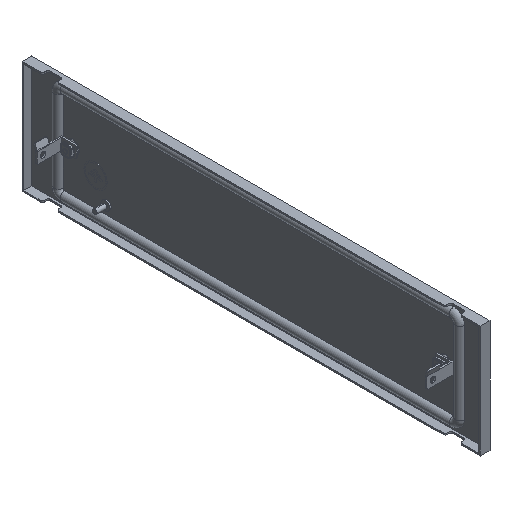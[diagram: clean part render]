
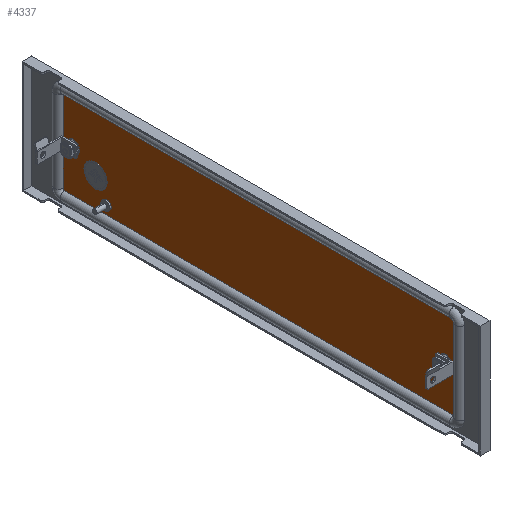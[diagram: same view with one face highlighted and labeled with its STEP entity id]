
A CAD part, isometric view. The second image highlights one B-rep face of the part: STEP entity #4337.
In plain terms, the highlighted planar face has unit normal (-1, 0, 0).
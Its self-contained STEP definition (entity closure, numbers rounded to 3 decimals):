
#43 = FACE_BOUND ( 'NONE', #9510, .T. ) ;
#162 = CARTESIAN_POINT ( 'NONE',  ( -2., 252.5, -53. ) ) ;
#168 = VECTOR ( 'NONE', #6365, 1000. ) ;
#171 = EDGE_CURVE ( 'NONE', #2026, #4631, #710, .T. ) ;
#325 = DIRECTION ( 'NONE',  ( 0., 0., -1. ) ) ;
#327 = ORIENTED_EDGE ( 'NONE', *, *, #10991, .F. ) ;
#505 = ORIENTED_EDGE ( 'NONE', *, *, #2676, .F. ) ;
#528 = VECTOR ( 'NONE', #8076, 1000. ) ;
#539 = CARTESIAN_POINT ( 'NONE',  ( -2., 241.5, 0. ) ) ;
#561 = VERTEX_POINT ( 'NONE', #1006 ) ;
#577 = VERTEX_POINT ( 'NONE', #7588 ) ;
#710 = CIRCLE ( 'NONE', #5252, 2.65 ) ;
#713 = FACE_OUTER_BOUND ( 'NONE', #7979, .T. ) ;
#746 = CIRCLE ( 'NONE', #7371, 8.243 ) ;
#932 = CARTESIAN_POINT ( 'NONE',  ( -2., 197.5, -40.35 ) ) ;
#960 = AXIS2_PLACEMENT_3D ( 'NONE', #6162, #8117, #2656 ) ;
#1006 = CARTESIAN_POINT ( 'NONE',  ( -2., 252.5, -55. ) ) ;
#1139 = ORIENTED_EDGE ( 'NONE', *, *, #3147, .F. ) ;
#1224 = VERTEX_POINT ( 'NONE', #11202 ) ;
#1284 = EDGE_CURVE ( 'NONE', #11250, #8851, #4626, .T. ) ;
#1314 = CARTESIAN_POINT ( 'NONE',  ( -2., -241.5, 0. ) ) ;
#1530 = CIRCLE ( 'NONE', #6644, 2. ) ;
#1572 = LINE ( 'NONE', #4235, #6507 ) ;
#1642 = CARTESIAN_POINT ( 'NONE',  ( -2., 212.5, -18. ) ) ;
#1805 = EDGE_CURVE ( 'NONE', #11250, #9498, #1572, .T. ) ;
#1944 = DIRECTION ( 'NONE',  ( 1., 0., 0. ) ) ;
#2026 = VERTEX_POINT ( 'NONE', #932 ) ;
#2252 = ORIENTED_EDGE ( 'NONE', *, *, #2389, .T. ) ;
#2292 = CARTESIAN_POINT ( 'NONE',  ( -2., -252.5, 55. ) ) ;
#2389 = EDGE_CURVE ( 'NONE', #8851, #4739, #5847, .T. ) ;
#2432 = DIRECTION ( 'NONE',  ( -1., 0., 0. ) ) ;
#2470 = CARTESIAN_POINT ( 'NONE',  ( -2., 197.5, -45.65 ) ) ;
#2482 = FACE_BOUND ( 'NONE', #5795, .T. ) ;
#2611 = CARTESIAN_POINT ( 'NONE',  ( -2., -241.5, 8.243 ) ) ;
#2656 = DIRECTION ( 'NONE',  ( 0., -1., 0. ) ) ;
#2676 = EDGE_CURVE ( 'NONE', #11607, #6243, #7144, .T. ) ;
#2702 = DIRECTION ( 'NONE',  ( -1., 0., 0. ) ) ;
#2744 = CARTESIAN_POINT ( 'NONE',  ( -2., 254.5, -53. ) ) ;
#2788 = CARTESIAN_POINT ( 'NONE',  ( -2., -254.5, -53. ) ) ;
#2841 = CARTESIAN_POINT ( 'NONE',  ( -2., 197.5, -43. ) ) ;
#2884 = CIRCLE ( 'NONE', #6482, 2.65 ) ;
#2898 = ORIENTED_EDGE ( 'NONE', *, *, #3337, .F. ) ;
#2981 = AXIS2_PLACEMENT_3D ( 'NONE', #3267, #11344, #9506 ) ;
#3109 = ORIENTED_EDGE ( 'NONE', *, *, #5904, .F. ) ;
#3147 = EDGE_CURVE ( 'NONE', #577, #3555, #746, .T. ) ;
#3267 = CARTESIAN_POINT ( 'NONE',  ( -2., -241.5, 0. ) ) ;
#3279 = CARTESIAN_POINT ( 'NONE',  ( -2., 197.5, -18. ) ) ;
#3306 = CARTESIAN_POINT ( 'NONE',  ( -2., -252.5, 53. ) ) ;
#3337 = EDGE_CURVE ( 'NONE', #561, #11607, #9759, .T. ) ;
#3408 = CARTESIAN_POINT ( 'NONE',  ( -2., 241.5, -8.243 ) ) ;
#3434 = DIRECTION ( 'NONE',  ( -1., 0., 0. ) ) ;
#3545 = CIRCLE ( 'NONE', #10186, 15. ) ;
#3555 = VERTEX_POINT ( 'NONE', #3408 ) ;
#3713 = CARTESIAN_POINT ( 'NONE',  ( -2., 0., 0. ) ) ;
#4090 = EDGE_CURVE ( 'NONE', #3555, #577, #7218, .T. ) ;
#4235 = CARTESIAN_POINT ( 'NONE',  ( -2., -254.5, 0. ) ) ;
#4286 = EDGE_CURVE ( 'NONE', #9498, #1224, #9879, .T. ) ;
#4337 = ADVANCED_FACE ( 'NONE', ( #43, #6990, #10608, #2482, #713 ), #5618, .F. ) ;
#4453 = CARTESIAN_POINT ( 'NONE',  ( -2., -252.5, -55. ) ) ;
#4626 = CIRCLE ( 'NONE', #6152, 2. ) ;
#4631 = VERTEX_POINT ( 'NONE', #2470 ) ;
#4665 = DIRECTION ( 'NONE',  ( 0., 1., 0. ) ) ;
#4739 = VERTEX_POINT ( 'NONE', #8941 ) ;
#4979 = ORIENTED_EDGE ( 'NONE', *, *, #4090, .F. ) ;
#4988 = DIRECTION ( 'NONE',  ( 0., -1., 0. ) ) ;
#5252 = AXIS2_PLACEMENT_3D ( 'NONE', #8392, #6670, #325 ) ;
#5321 = DIRECTION ( 'NONE',  ( 0., 0., -1. ) ) ;
#5333 = CARTESIAN_POINT ( 'NONE',  ( -2., 254.5, 53. ) ) ;
#5494 = DIRECTION ( 'NONE',  ( 1., 0., 0. ) ) ;
#5618 = PLANE ( 'NONE',  #10823 ) ;
#5684 = CARTESIAN_POINT ( 'NONE',  ( -2., -252.5, 55. ) ) ;
#5795 = EDGE_LOOP ( 'NONE', ( #1139, #4979 ) ) ;
#5847 = LINE ( 'NONE', #2292, #7450 ) ;
#5904 = EDGE_CURVE ( 'NONE', #4631, #2026, #2884, .T. ) ;
#6152 = AXIS2_PLACEMENT_3D ( 'NONE', #3306, #6917, #11614 ) ;
#6160 = DIRECTION ( 'NONE',  ( -1., 0., 0. ) ) ;
#6162 = CARTESIAN_POINT ( 'NONE',  ( -2., -252.5, -53. ) ) ;
#6211 = DIRECTION ( 'NONE',  ( 0., 0., 1. ) ) ;
#6243 = VERTEX_POINT ( 'NONE', #5333 ) ;
#6365 = DIRECTION ( 'NONE',  ( 0., 0., 1. ) ) ;
#6383 = CARTESIAN_POINT ( 'NONE',  ( -2., 254.5, -53. ) ) ;
#6482 = AXIS2_PLACEMENT_3D ( 'NONE', #2841, #6588, #9261 ) ;
#6507 = VECTOR ( 'NONE', #10529, 1000. ) ;
#6546 = ORIENTED_EDGE ( 'NONE', *, *, #4286, .F. ) ;
#6557 = CIRCLE ( 'NONE', #8071, 8.243 ) ;
#6588 = DIRECTION ( 'NONE',  ( -1., 0., 0. ) ) ;
#6644 = AXIS2_PLACEMENT_3D ( 'NONE', #11672, #8108, #6211 ) ;
#6670 = DIRECTION ( 'NONE',  ( -1., 0., 0. ) ) ;
#6917 = DIRECTION ( 'NONE',  ( -1., 0., 0. ) ) ;
#6990 = FACE_BOUND ( 'NONE', #7630, .T. ) ;
#7021 = CIRCLE ( 'NONE', #8543, 15. ) ;
#7045 = ORIENTED_EDGE ( 'NONE', *, *, #10936, .F. ) ;
#7125 = LINE ( 'NONE', #4453, #528 ) ;
#7144 = LINE ( 'NONE', #2744, #168 ) ;
#7218 = CIRCLE ( 'NONE', #7600, 8.243 ) ;
#7233 = DIRECTION ( 'NONE',  ( 0., 0., -1. ) ) ;
#7371 = AXIS2_PLACEMENT_3D ( 'NONE', #9670, #6160, #10733 ) ;
#7396 = DIRECTION ( 'NONE',  ( 0., 0., -1. ) ) ;
#7450 = VECTOR ( 'NONE', #9533, 1000. ) ;
#7588 = CARTESIAN_POINT ( 'NONE',  ( -2., 241.5, 8.243 ) ) ;
#7600 = AXIS2_PLACEMENT_3D ( 'NONE', #539, #2432, #7653 ) ;
#7630 = EDGE_LOOP ( 'NONE', ( #3109, #11345 ) ) ;
#7653 = DIRECTION ( 'NONE',  ( 0., -1., 0. ) ) ;
#7821 = EDGE_CURVE ( 'NONE', #4739, #6243, #1530, .T. ) ;
#7867 = EDGE_CURVE ( 'NONE', #9271, #10264, #7021, .T. ) ;
#7979 = EDGE_LOOP ( 'NONE', ( #11436, #9883, #2252, #9514, #505, #2898, #8802, #6546 ) ) ;
#8056 = AXIS2_PLACEMENT_3D ( 'NONE', #162, #5494, #7396 ) ;
#8071 = AXIS2_PLACEMENT_3D ( 'NONE', #1314, #10276, #4988 ) ;
#8076 = DIRECTION ( 'NONE',  ( 0., 1., 0. ) ) ;
#8108 = DIRECTION ( 'NONE',  ( -1., 0., 0. ) ) ;
#8117 = DIRECTION ( 'NONE',  ( 1., 0., 0. ) ) ;
#8266 = ORIENTED_EDGE ( 'NONE', *, *, #9751, .F. ) ;
#8272 = ORIENTED_EDGE ( 'NONE', *, *, #7867, .F. ) ;
#8326 = EDGE_LOOP ( 'NONE', ( #8266, #7045 ) ) ;
#8392 = CARTESIAN_POINT ( 'NONE',  ( -2., 197.5, -43. ) ) ;
#8543 = AXIS2_PLACEMENT_3D ( 'NONE', #1642, #2702, #5321 ) ;
#8595 = CARTESIAN_POINT ( 'NONE',  ( -2., -254.5, 53. ) ) ;
#8802 = ORIENTED_EDGE ( 'NONE', *, *, #10702, .F. ) ;
#8836 = CARTESIAN_POINT ( 'NONE',  ( -2., 212.5, -18. ) ) ;
#8851 = VERTEX_POINT ( 'NONE', #5684 ) ;
#8941 = CARTESIAN_POINT ( 'NONE',  ( -2., 252.5, 55. ) ) ;
#9261 = DIRECTION ( 'NONE',  ( 0., 0., -1. ) ) ;
#9271 = VERTEX_POINT ( 'NONE', #3279 ) ;
#9498 = VERTEX_POINT ( 'NONE', #2788 ) ;
#9506 = DIRECTION ( 'NONE',  ( 0., -1., 0. ) ) ;
#9510 = EDGE_LOOP ( 'NONE', ( #8272, #327 ) ) ;
#9514 = ORIENTED_EDGE ( 'NONE', *, *, #7821, .T. ) ;
#9533 = DIRECTION ( 'NONE',  ( 0., 1., 0. ) ) ;
#9625 = CIRCLE ( 'NONE', #2981, 8.243 ) ;
#9666 = CARTESIAN_POINT ( 'NONE',  ( -2., 227.5, -18. ) ) ;
#9670 = CARTESIAN_POINT ( 'NONE',  ( -2., 241.5, 0. ) ) ;
#9751 = EDGE_CURVE ( 'NONE', #9926, #11749, #6557, .T. ) ;
#9759 = CIRCLE ( 'NONE', #8056, 2. ) ;
#9879 = CIRCLE ( 'NONE', #960, 2. ) ;
#9883 = ORIENTED_EDGE ( 'NONE', *, *, #1284, .T. ) ;
#9926 = VERTEX_POINT ( 'NONE', #2611 ) ;
#10186 = AXIS2_PLACEMENT_3D ( 'NONE', #8836, #3434, #7233 ) ;
#10264 = VERTEX_POINT ( 'NONE', #9666 ) ;
#10276 = DIRECTION ( 'NONE',  ( -1., 0., 0. ) ) ;
#10529 = DIRECTION ( 'NONE',  ( 0., 0., -1. ) ) ;
#10608 = FACE_BOUND ( 'NONE', #8326, .T. ) ;
#10702 = EDGE_CURVE ( 'NONE', #1224, #561, #7125, .T. ) ;
#10733 = DIRECTION ( 'NONE',  ( 0., -1., 0. ) ) ;
#10823 = AXIS2_PLACEMENT_3D ( 'NONE', #3713, #1944, #4665 ) ;
#10936 = EDGE_CURVE ( 'NONE', #11749, #9926, #9625, .T. ) ;
#10991 = EDGE_CURVE ( 'NONE', #10264, #9271, #3545, .T. ) ;
#11137 = CARTESIAN_POINT ( 'NONE',  ( -2., -241.5, -8.243 ) ) ;
#11202 = CARTESIAN_POINT ( 'NONE',  ( -2., -252.5, -55. ) ) ;
#11250 = VERTEX_POINT ( 'NONE', #8595 ) ;
#11344 = DIRECTION ( 'NONE',  ( -1., 0., 0. ) ) ;
#11345 = ORIENTED_EDGE ( 'NONE', *, *, #171, .F. ) ;
#11436 = ORIENTED_EDGE ( 'NONE', *, *, #1805, .F. ) ;
#11607 = VERTEX_POINT ( 'NONE', #6383 ) ;
#11614 = DIRECTION ( 'NONE',  ( 0., -1., 0. ) ) ;
#11672 = CARTESIAN_POINT ( 'NONE',  ( -2., 252.5, 53. ) ) ;
#11749 = VERTEX_POINT ( 'NONE', #11137 ) ;
